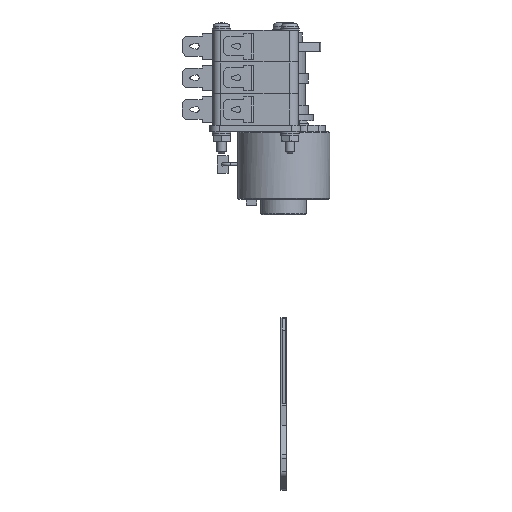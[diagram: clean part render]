
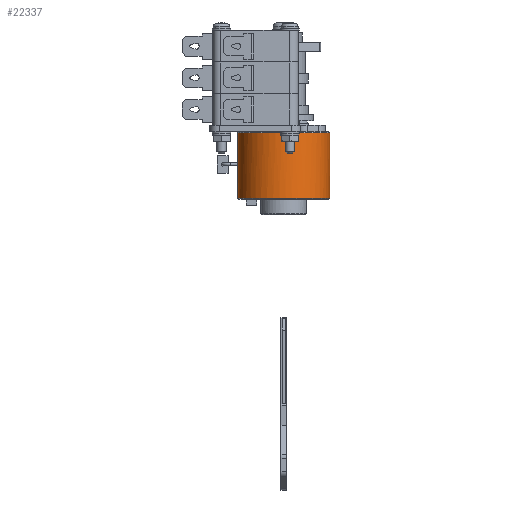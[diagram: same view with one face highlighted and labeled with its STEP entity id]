
A CAD part, top view. The second image highlights one B-rep face of the part: STEP entity #22337.
In plain terms, the highlighted free-form (B-spline) face has degree [1, 2] with [2, 7] control points.
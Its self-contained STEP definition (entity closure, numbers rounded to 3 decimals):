
#22046=CARTESIAN_POINT('',(26.7,-8.292,-12.5));
#22047=VERTEX_POINT('',#22046);
#22055=CARTESIAN_POINT('',(26.7,8.292,-12.5));
#22056=VERTEX_POINT('',#22055);
#22102=CARTESIAN_POINT('',(26.7,-8.292,-12.5));
#22103=CARTESIAN_POINT('',(26.7,-17.578,-6.34));
#22104=CARTESIAN_POINT('',(26.7,-14.361,4.33));
#22105=CARTESIAN_POINT('',(26.7,-11.144,15.));
#22106=CARTESIAN_POINT('',(26.7,0.0,15.0));
#22107=CARTESIAN_POINT('',(26.7,11.144,15.));
#22108=CARTESIAN_POINT('',(26.7,14.361,4.33));
#22109=CARTESIAN_POINT('',(26.7,17.578,-6.34));
#22110=CARTESIAN_POINT('',(26.7,8.292,-12.5));
#22118=(BOUNDED_CURVE()B_SPLINE_CURVE(2,(#22102,#22103,#22104,#22105,#22106,#22107,#22108,#22109,#22110),.UNSPECIFIED.,.F.,.U.)B_SPLINE_CURVE_WITH_KNOTS((3,2,2,2,3),(0.0,0.25,0.5,0.75,1.0),.UNSPECIFIED.)CURVE()GEOMETRIC_REPRESENTATION_ITEM()RATIONAL_B_SPLINE_CURVE((1.0,0.803,1.0,0.803,1.0,0.803,1.0,0.803,1.0))REPRESENTATION_ITEM(''));
#22119=EDGE_CURVE('',#22047,#22056,#22118,.T.);
#22149=CARTESIAN_POINT('',(5.3,-8.292,-12.5));
#22150=VERTEX_POINT('',#22149);
#22167=CARTESIAN_POINT('',(5.3,8.292,-12.5));
#22168=VERTEX_POINT('',#22167);
#22227=CARTESIAN_POINT('',(5.3,8.292,-12.5));
#22228=CARTESIAN_POINT('',(5.3,17.578,-6.34));
#22229=CARTESIAN_POINT('',(5.3,14.361,4.33));
#22230=CARTESIAN_POINT('',(5.3,11.144,15.));
#22231=CARTESIAN_POINT('',(5.3,0.0,15.0));
#22232=CARTESIAN_POINT('',(5.3,-11.144,15.));
#22233=CARTESIAN_POINT('',(5.3,-14.361,4.33));
#22234=CARTESIAN_POINT('',(5.3,-17.578,-6.34));
#22235=CARTESIAN_POINT('',(5.3,-8.292,-12.5));
#22243=(BOUNDED_CURVE()B_SPLINE_CURVE(2,(#22227,#22228,#22229,#22230,#22231,#22232,#22233,#22234,#22235),.UNSPECIFIED.,.F.,.U.)B_SPLINE_CURVE_WITH_KNOTS((3,2,2,2,3),(0.0,0.25,0.5,0.75,1.0),.UNSPECIFIED.)CURVE()GEOMETRIC_REPRESENTATION_ITEM()RATIONAL_B_SPLINE_CURVE((1.0,0.803,1.0,0.803,1.0,0.803,1.0,0.803,1.0))REPRESENTATION_ITEM(''));
#22244=EDGE_CURVE('',#22168,#22150,#22243,.T.);
#22294=CARTESIAN_POINT('',(26.7,-8.292,-12.5));
#22295=CARTESIAN_POINT('',(5.3,-8.292,-12.5));
#22296=QUASI_UNIFORM_CURVE('',1,(#22294,#22295),.UNSPECIFIED.,.F.,.U.);
#22297=EDGE_CURVE('',#22047,#22150,#22296,.T.);
#22300=CARTESIAN_POINT('',(26.7,8.292,-12.5));
#22301=CARTESIAN_POINT('',(5.3,8.292,-12.5));
#22302=QUASI_UNIFORM_CURVE('',1,(#22300,#22301),.UNSPECIFIED.,.F.,.U.);
#22303=EDGE_CURVE('',#22056,#22168,#22302,.T.);
#22309=CARTESIAN_POINT('',(27.235,8.182,-12.572));
#22310=CARTESIAN_POINT('',(4.752,8.182,-12.572));
#22311=CARTESIAN_POINT('',(27.235,22.816,-3.048));
#22312=CARTESIAN_POINT('',(4.752,22.816,-3.048));
#22313=CARTESIAN_POINT('',(27.235,11.195,9.983));
#22314=CARTESIAN_POINT('',(4.752,11.195,9.983));
#22315=CARTESIAN_POINT('',(27.235,-0.425,23.014));
#22316=CARTESIAN_POINT('',(4.752,-0.425,23.014));
#22317=CARTESIAN_POINT('',(27.235,-11.556,9.563));
#22318=CARTESIAN_POINT('',(4.752,-11.556,9.563));
#22319=CARTESIAN_POINT('',(27.235,-22.688,-3.888));
#22320=CARTESIAN_POINT('',(4.752,-22.688,-3.888));
#22321=CARTESIAN_POINT('',(27.235,-7.713,-12.865));
#22322=CARTESIAN_POINT('',(4.752,-7.713,-12.865));
#22330=(BOUNDED_SURFACE()B_SPLINE_SURFACE(1,2,((#22309,#22311,#22313,#22315,#22317,#22319,#22321),(#22310,#22312,#22314,#22316,#22318,#22320,#22322)),.UNSPECIFIED.,.F.,.F.,.U.)B_SPLINE_SURFACE_WITH_KNOTS((2,2),(3,2,2,3),(0.0,22.483),(0.0,27.555,55.109,82.664),.UNSPECIFIED.)GEOMETRIC_REPRESENTATION_ITEM()RATIONAL_B_SPLINE_SURFACE(((1.0,0.652,1.0,0.652,1.0,0.652,1.0),(1.0,0.652,1.0,0.652,1.0,0.652,1.0)))REPRESENTATION_ITEM('')SURFACE());
#22331=ORIENTED_EDGE('',*,*,#22303,.T.);
#22332=ORIENTED_EDGE('',*,*,#22244,.T.);
#22333=ORIENTED_EDGE('',*,*,#22297,.F.);
#22334=ORIENTED_EDGE('',*,*,#22119,.T.);
#22335=EDGE_LOOP('',(#22331,#22332,#22333,#22334));
#22336=FACE_OUTER_BOUND('',#22335,.T.);
#22337=ADVANCED_FACE('',(#22336),#22330,.T.);
